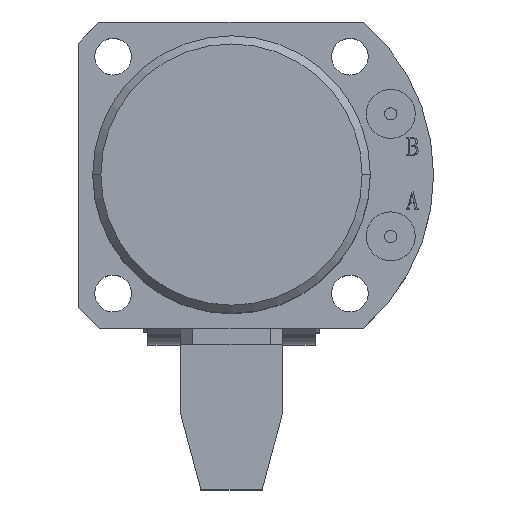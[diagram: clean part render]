
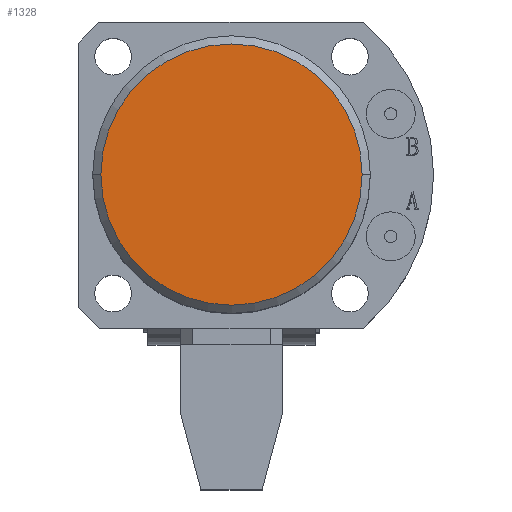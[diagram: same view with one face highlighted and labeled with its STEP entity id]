
A CAD part, top view. The second image highlights one B-rep face of the part: STEP entity #1328.
In plain terms, the highlighted planar face has unit normal (0, 0, 1).
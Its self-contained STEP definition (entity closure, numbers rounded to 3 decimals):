
#324 = FACE_OUTER_BOUND ( 'NONE', #3087, .T. ) ;
#832 = ORIENTED_EDGE ( 'NONE', *, *, #7120, .T. ) ;
#837 = ORIENTED_EDGE ( 'NONE', *, *, #7534, .T. ) ;
#1328 = ADVANCED_FACE ( 'NONE', ( #324 ), #8788, .T. ) ;
#2167 = CIRCLE ( 'NONE', #9408, 32. ) ;
#2417 = CARTESIAN_POINT ( 'NONE',  ( 32., 0., 100. ) ) ;
#3087 = EDGE_LOOP ( 'NONE', ( #832, #837 ) ) ;
#3981 = DIRECTION ( 'NONE',  ( 1., 0., 0. ) ) ;
#3982 = DIRECTION ( 'NONE',  ( 0., 0., 1. ) ) ;
#3988 = CARTESIAN_POINT ( 'NONE',  ( 0., 0., 100. ) ) ;
#4670 = CARTESIAN_POINT ( 'NONE',  ( 0., 0., 100. ) ) ;
#4679 = DIRECTION ( 'NONE',  ( 1., 0., 0. ) ) ;
#4694 = DIRECTION ( 'NONE',  ( 0., 0., 1. ) ) ;
#5820 = CARTESIAN_POINT ( 'NONE',  ( -32., 0., 100. ) ) ;
#6716 = VERTEX_POINT ( 'NONE', #5820 ) ;
#7120 = EDGE_CURVE ( 'NONE', #6716, #8466, #2167, .T. ) ;
#7218 = AXIS2_PLACEMENT_3D ( 'NONE', #8767, #8720, #8786 ) ;
#7534 = EDGE_CURVE ( 'NONE', #8466, #6716, #8878, .T. ) ;
#8466 = VERTEX_POINT ( 'NONE', #2417 ) ;
#8720 = DIRECTION ( 'NONE',  ( 0., 0., 1. ) ) ;
#8767 = CARTESIAN_POINT ( 'NONE',  ( 0., 0., 100. ) ) ;
#8786 = DIRECTION ( 'NONE',  ( 1., 0., 0. ) ) ;
#8788 = PLANE ( 'NONE',  #7218 ) ;
#8878 = CIRCLE ( 'NONE', #9438, 32. ) ;
#9408 = AXIS2_PLACEMENT_3D ( 'NONE', #4670, #4694, #4679 ) ;
#9438 = AXIS2_PLACEMENT_3D ( 'NONE', #3988, #3982, #3981 ) ;
